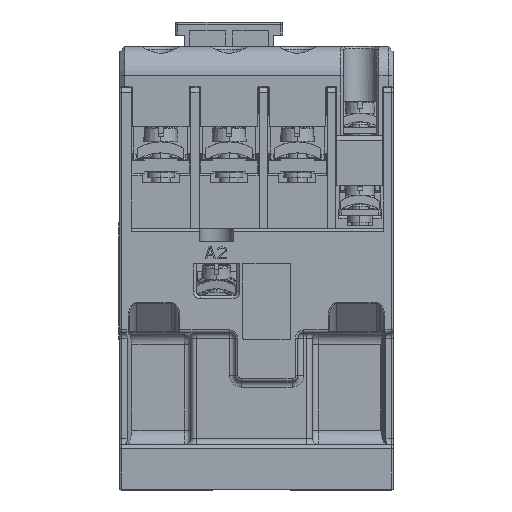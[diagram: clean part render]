
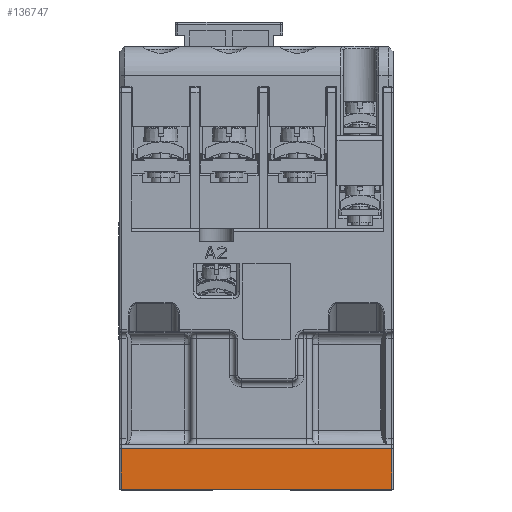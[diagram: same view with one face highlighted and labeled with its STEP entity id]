
A CAD part, top view. The second image highlights one B-rep face of the part: STEP entity #136747.
In plain terms, the highlighted planar face has unit normal (0, 0, 1).
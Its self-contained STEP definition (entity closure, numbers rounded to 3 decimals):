
#19810=DIRECTION('',(0.,1.,0.));
#19811=VECTOR('',#19810,8.35);
#19812=CARTESIAN_POINT('',(28.7,-47.8,41.));
#19813=LINE('',#19812,#19811);
#19814=DIRECTION('',(1.,0.,0.));
#19815=VECTOR('',#19814,55.4);
#19816=CARTESIAN_POINT('',(-26.7,-47.8,41.));
#19817=LINE('',#19816,#19815);
#19818=DIRECTION('',(0.,-1.,0.));
#19819=VECTOR('',#19818,8.35);
#19820=CARTESIAN_POINT('',(-26.7,-39.45,41.));
#19821=LINE('',#19820,#19819);
#19822=DIRECTION('',(-1.,0.,0.));
#19823=VECTOR('',#19822,55.4);
#19824=CARTESIAN_POINT('',(28.7,-39.45,41.));
#19825=LINE('',#19824,#19823);
#95090=CARTESIAN_POINT('',(28.7,-39.45,41.));
#95091=VERTEX_POINT('',#95090);
#95095=CARTESIAN_POINT('',(28.7,-47.8,41.));
#95097=VERTEX_POINT('',#95095);
#95098=CARTESIAN_POINT('',(-26.7,-47.8,41.));
#95100=VERTEX_POINT('',#95098);
#95104=CARTESIAN_POINT('',(-26.7,-39.45,41.));
#95105=VERTEX_POINT('',#95104);
#136733=CARTESIAN_POINT('',(0.,-1.6,41.));
#136734=DIRECTION('',(0.,0.,1.));
#136735=DIRECTION('',(1.,0.,0.));
#136736=AXIS2_PLACEMENT_3D('',#136733,#136734,#136735);
#136737=PLANE('',#136736);
#136739=ORIENTED_EDGE('',*,*,#136738,.F.);
#136741=ORIENTED_EDGE('',*,*,#136740,.F.);
#136743=ORIENTED_EDGE('',*,*,#136742,.F.);
#136744=ORIENTED_EDGE('',*,*,#136725,.F.);
#136745=EDGE_LOOP('',(#136739,#136741,#136743,#136744));
#136746=FACE_OUTER_BOUND('',#136745,.F.);
#136747=ADVANCED_FACE('',(#136746),#136737,.T.);
#136725=EDGE_CURVE('',#95091,#95105,#19825,.T.);
#136738=EDGE_CURVE('',#95097,#95091,#19813,.T.);
#136740=EDGE_CURVE('',#95100,#95097,#19817,.T.);
#136742=EDGE_CURVE('',#95105,#95100,#19821,.T.);
